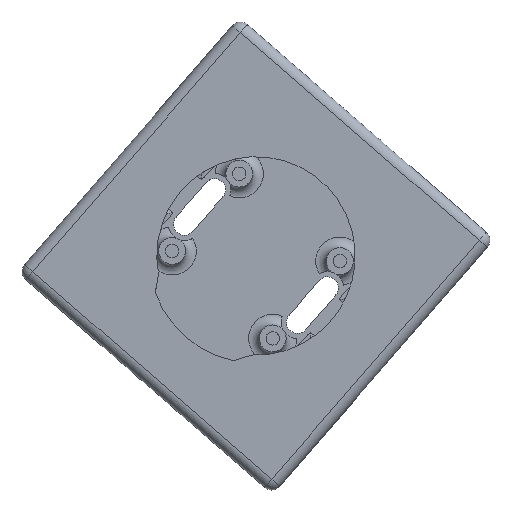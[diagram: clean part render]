
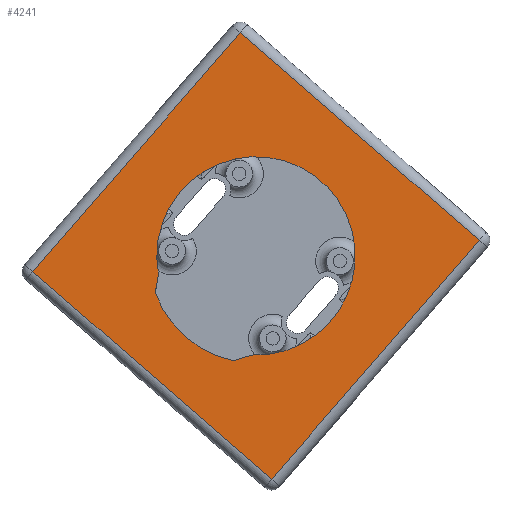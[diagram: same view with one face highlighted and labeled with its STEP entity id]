
A CAD part, top view. The second image highlights one B-rep face of the part: STEP entity #4241.
In plain terms, the highlighted planar face has unit normal (0, 0, 1).
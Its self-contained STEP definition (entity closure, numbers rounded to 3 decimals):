
#96=FACE_BOUND('',#1635,.T.);
#222=PLANE('',#4513);
#292=LINE('',#5941,#744);
#300=LINE('',#5960,#752);
#565=LINE('',#6531,#1017);
#567=LINE('',#6539,#1019);
#569=LINE('',#6549,#1021);
#571=LINE('',#6558,#1023);
#744=VECTOR('',#4749,10.);
#752=VECTOR('',#4767,10.);
#1017=VECTOR('',#5274,10.);
#1019=VECTOR('',#5282,10.);
#1021=VECTOR('',#5294,10.);
#1023=VECTOR('',#5306,10.);
#1371=FACE_OUTER_BOUND('',#1634,.T.);
#1634=EDGE_LOOP('',(#3504,#3505,#3506,#3507));
#1635=EDGE_LOOP('',(#3508,#3509,#3510,#3511));
#1774=CIRCLE('',#4367,20.);
#1776=CIRCLE('',#4371,18.5);
#1900=VERTEX_POINT('',#5938);
#1901=VERTEX_POINT('',#5940);
#1904=VERTEX_POINT('',#5950);
#1907=VERTEX_POINT('',#5958);
#2089=VERTEX_POINT('',#6524);
#2092=VERTEX_POINT('',#6529);
#2093=VERTEX_POINT('',#6533);
#2096=VERTEX_POINT('',#6543);
#2298=EDGE_CURVE('',#1901,#1900,#292,.T.);
#2303=EDGE_CURVE('',#1900,#1904,#1774,.T.);
#2308=EDGE_CURVE('',#1904,#1907,#300,.T.);
#2310=EDGE_CURVE('',#1907,#1901,#1776,.T.);
#2593=EDGE_CURVE('',#2092,#2089,#565,.T.);
#2597=EDGE_CURVE('',#2089,#2093,#567,.T.);
#2602=EDGE_CURVE('',#2093,#2096,#569,.T.);
#2607=EDGE_CURVE('',#2096,#2092,#571,.T.);
#3504=ORIENTED_EDGE('',*,*,#2593,.F.);
#3505=ORIENTED_EDGE('',*,*,#2607,.F.);
#3506=ORIENTED_EDGE('',*,*,#2602,.F.);
#3507=ORIENTED_EDGE('',*,*,#2597,.F.);
#3508=ORIENTED_EDGE('',*,*,#2308,.T.);
#3509=ORIENTED_EDGE('',*,*,#2310,.T.);
#3510=ORIENTED_EDGE('',*,*,#2298,.T.);
#3511=ORIENTED_EDGE('',*,*,#2303,.T.);
#4241=ADVANCED_FACE('',(#1371,#96),#222,.T.);
#4367=AXIS2_PLACEMENT_3D('',#5951,#4759,#4760);
#4371=AXIS2_PLACEMENT_3D('',#5963,#4772,#4773);
#4513=AXIS2_PLACEMENT_3D('',#6581,#5334,#5335);
#4749=DIRECTION('',(-0.953,-0.304,0.));
#4759=DIRECTION('center_axis',(0.,0.,-1.));
#4760=DIRECTION('ref_axis',(-1.,0.,0.));
#4767=DIRECTION('',(0.168,0.986,0.));
#4772=DIRECTION('center_axis',(0.,0.,-1.));
#4773=DIRECTION('ref_axis',(1.,0.,0.));
#5274=DIRECTION('',(0.656,0.755,0.));
#5282=DIRECTION('',(0.755,-0.656,0.));
#5294=DIRECTION('',(-0.656,-0.755,0.));
#5306=DIRECTION('',(-0.755,0.656,0.));
#5334=DIRECTION('center_axis',(0.,0.,1.));
#5335=DIRECTION('ref_axis',(1.,0.,0.));
#5938=CARTESIAN_POINT('',(-38.133,86.473,38.1));
#5940=CARTESIAN_POINT('',(-34.764,87.546,38.1));
#5941=CARTESIAN_POINT('',(-33.4,87.981,38.1));
#5950=CARTESIAN_POINT('',(-52.716,99.15,38.1));
#5951=CARTESIAN_POINT('Origin',(-33.936,106.028,38.1));
#5958=CARTESIAN_POINT('',(-52.122,102.636,38.1));
#5960=CARTESIAN_POINT('',(-51.585,105.79,38.1));
#5963=CARTESIAN_POINT('Origin',(-33.936,106.028,38.1));
#6524=CARTESIAN_POINT('',(-36.846,147.646,38.1));
#6529=CARTESIAN_POINT('',(-75.553,103.118,38.1));
#6531=CARTESIAN_POINT('',(-45.867,137.268,38.1));
#6533=CARTESIAN_POINT('',(7.682,108.938,38.1));
#6539=CARTESIAN_POINT('',(-2.695,117.959,38.1));
#6543=CARTESIAN_POINT('',(-31.025,64.41,38.1));
#6549=CARTESIAN_POINT('',(-22.005,74.788,38.1));
#6558=CARTESIAN_POINT('',(-65.176,94.097,38.1));
#6581=CARTESIAN_POINT('Origin',(-33.936,106.028,38.1));
